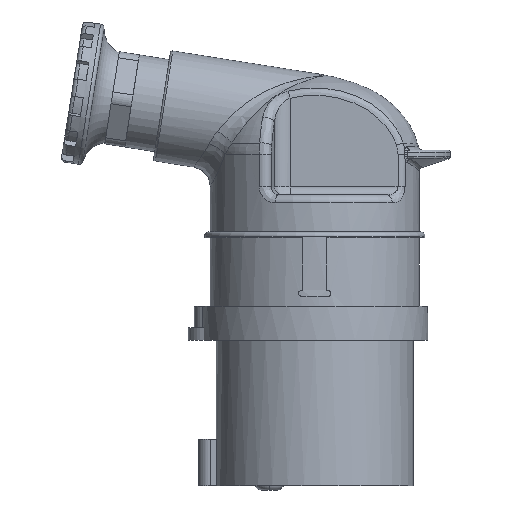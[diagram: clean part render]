
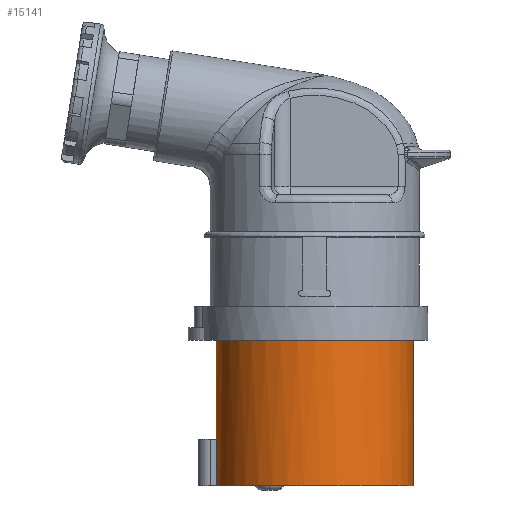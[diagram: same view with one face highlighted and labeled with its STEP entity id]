
A CAD part, left-side view. The second image highlights one B-rep face of the part: STEP entity #15141.
In plain terms, the highlighted cylindrical face has radius 24.317 mm (diameter 48.634 mm), a partial arc.
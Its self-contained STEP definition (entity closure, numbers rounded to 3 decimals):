
#12521=CARTESIAN_POINT('',(0.,0.,0.));
#12522=DIRECTION('',(0.,0.,-1.));
#12523=DIRECTION('',(0.,-1.,0.));
#12524=AXIS2_PLACEMENT_3D('',#12521,#12522,#12523);
#12535=DIRECTION('',(0.,0.,-1.));
#12536=VECTOR('',#12535,36.);
#12537=CARTESIAN_POINT('',(0.,-24.317,36.));
#12538=LINE('',#12537,#12536);
#12544=DIRECTION('',(0.,0.,-1.));
#12545=VECTOR('',#12544,24.5);
#12546=CARTESIAN_POINT('',(0.,24.317,36.));
#12547=LINE('',#12546,#12545);
#12561=CARTESIAN_POINT('',(0.,0.,11.5));
#12562=DIRECTION('',(0.,0.,-1.));
#12563=DIRECTION('',(-0.117,0.993,0.));
#12564=AXIS2_PLACEMENT_3D('',#12561,#12562,#12563);
#12566=CARTESIAN_POINT('',(0.,0.,36.));
#12567=DIRECTION('',(0.,0.,-1.));
#12568=DIRECTION('',(0.,-1.,0.));
#12569=AXIS2_PLACEMENT_3D('',#12566,#12567,#12568);
#12571=DIRECTION('',(0.,0.,-1.));
#12572=VECTOR('',#12571,11.5);
#12573=CARTESIAN_POINT('',(-2.85,24.149,11.5));
#12574=LINE('',#12573,#12572);
#14518=CARTESIAN_POINT('',(0.,-24.317,36.));
#14519=CARTESIAN_POINT('',(0.,-24.317,0.));
#14520=VERTEX_POINT('',#14518);
#14521=VERTEX_POINT('',#14519);
#14530=CARTESIAN_POINT('',(0.,24.317,36.));
#14531=VERTEX_POINT('',#14530);
#14640=CARTESIAN_POINT('',(-2.85,24.149,11.5));
#14641=CARTESIAN_POINT('',(0.,24.317,11.5));
#14642=VERTEX_POINT('',#14640);
#14643=VERTEX_POINT('',#14641);
#14644=CARTESIAN_POINT('',(-2.85,24.149,0.));
#14645=VERTEX_POINT('',#14644);
#15126=CARTESIAN_POINT('',(0.,0.,0.));
#15127=DIRECTION('',(0.,0.,-1.));
#15128=DIRECTION('',(0.,-1.,0.));
#15129=AXIS2_PLACEMENT_3D('',#15126,#15127,#15128);
#15130=CYLINDRICAL_SURFACE('',#15129,24.317);
#15131=ORIENTED_EDGE('',*,*,#15114,.T.);
#15132=ORIENTED_EDGE('',*,*,#15104,.F.);
#15134=ORIENTED_EDGE('',*,*,#15133,.F.);
#15135=ORIENTED_EDGE('',*,*,#15100,.T.);
#15136=ORIENTED_EDGE('',*,*,#15081,.T.);
#15138=ORIENTED_EDGE('',*,*,#15137,.F.);
#15139=EDGE_LOOP('',(#15131,#15132,#15134,#15135,#15136,#15138));
#15140=FACE_OUTER_BOUND('',#15139,.F.);
#15141=ADVANCED_FACE('',(#15140),#15130,.T.);
#12525=CIRCLE('',#12524,24.317);
#12565=CIRCLE('',#12564,24.317);
#12570=CIRCLE('',#12569,24.317);
#15081=EDGE_CURVE('',#14521,#14645,#12525,.T.);
#15100=EDGE_CURVE('',#14520,#14521,#12538,.T.);
#15104=EDGE_CURVE('',#14531,#14643,#12547,.T.);
#15114=EDGE_CURVE('',#14642,#14643,#12565,.T.);
#15133=EDGE_CURVE('',#14520,#14531,#12570,.T.);
#15137=EDGE_CURVE('',#14642,#14645,#12574,.T.);
